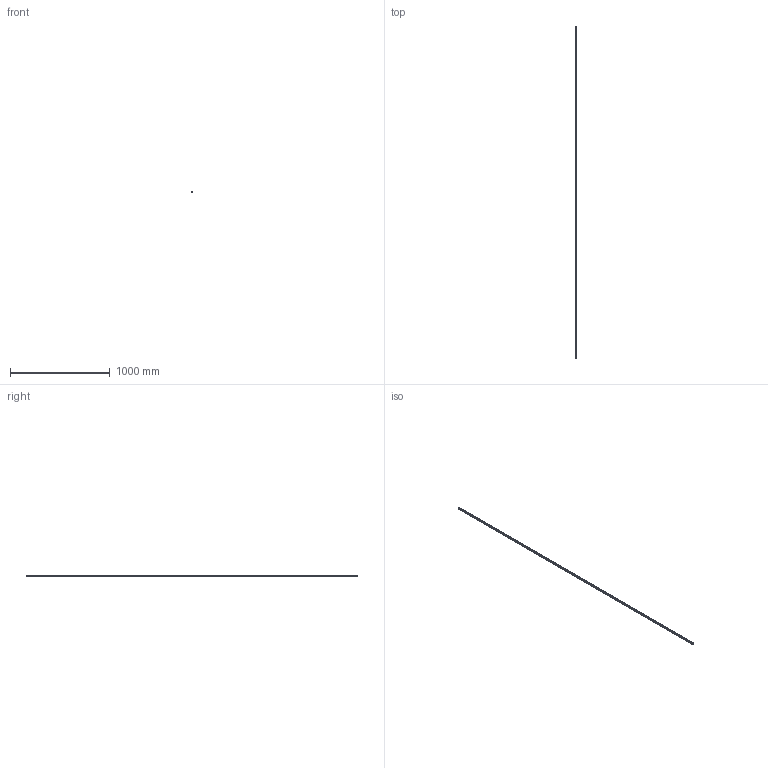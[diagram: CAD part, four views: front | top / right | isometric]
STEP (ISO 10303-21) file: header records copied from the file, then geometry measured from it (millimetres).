
FILE_DESCRIPTION(('STEP AP214'),'1');
FILE_NAME('cctmp_065771EA-6F2A-40B4-8D8A-E4F989249A47_2021_01_19_10_35_53_0426..stp','2021-01-19T09:35:53',('HIWIN GmbH'),('CADClick - www.CADClick.com'),'Spatial InterOp 3D',' ','unknown authorization');
FILE_SCHEMA(('AUTOMOTIVE_DESIGN'));
Length unit declared in the file: millimetre
Products named in the file (1): HGR15T3320C_FILE
Bounding box: 15 x 3320 x 15 mm (x, y, z)
Volume: 623120.2 mm3; surface area: 210626.3 mm2
Topology: 1 solids, 1 shells, 339 faces, 887 edges, 498 vertices
Faces by surface type: cylinder 138, cone 112, plane 89
Entity records: 12273 total; most frequent: DIRECTION 1731, CARTESIAN_POINT 1613, ORIENTED_EDGE 1550, EDGE_CURVE 775, AXIS2_PLACEMENT_3D 616, LINE 499, VECTOR 499, VERTEX_POINT 498
